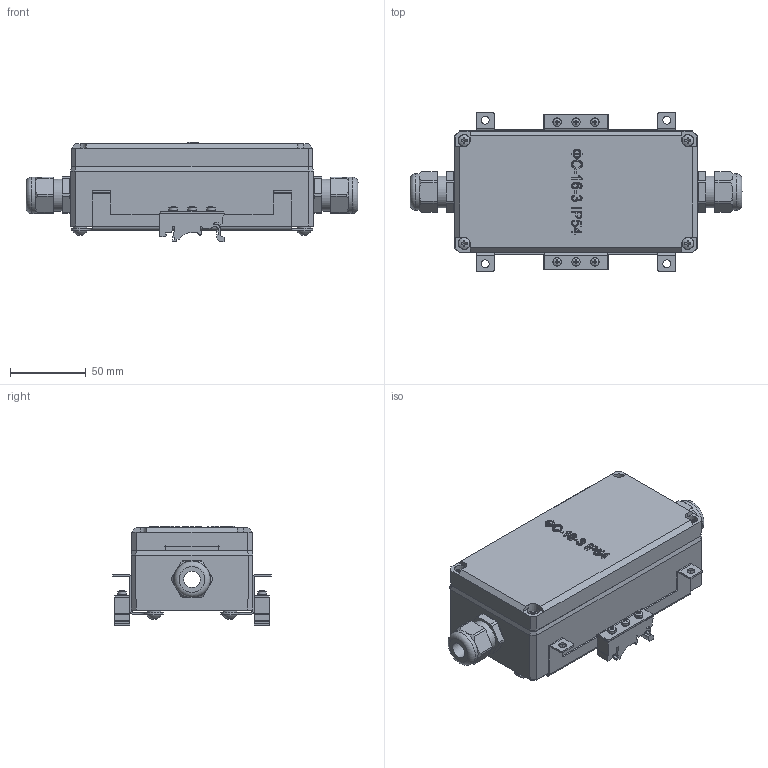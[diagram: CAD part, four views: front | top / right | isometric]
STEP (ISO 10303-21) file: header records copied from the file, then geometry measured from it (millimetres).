
FILE_DESCRIPTION(('STEP AP214'), '1');
FILE_NAME('婧-16-3 IP54', '', ('UNSPECIFIED'), ('UNSPECIFIED'), 'ASCON STEP Converter 1.3', 'ASCON Math Kernel', '');
FILE_SCHEMA(('AUTOMOTIVE_DESIGN { 1 0 10303 214 3 1 1}'));
Length unit declared in the file: millimetre
Products named in the file (19): 玹襖.991002.078; DPCP081606G_ASM; 玹襖.752000.316; 玹襖.745001.870; USA_10-select
Assembly tree (39 placements, depth 3):
  玹襖.991002.078
    DPCP081606G_ASM
      玹襖.752000.316
      (unnamed)
    玹襖.745001.870  x2
    USA_10-select  x2
      USA_10-select
    (unnamed)  x8
    (unnamed)  x8
    (unnamed)  x2
    (unnamed)  x2
      (unnamed)
      (unnamed)
      (unnamed)
    (unnamed)  x4
    (unnamed)
    (unnamed)
    (unnamed)
    (unnamed)
Bounding box: 219.51 x 105 x 66 mm (x, y, z)
Volume: 203230.3 mm3; surface area: 160044.2 mm2
Topology: 49 solids, 49 shells, 2240 faces, 5805 edges, 3699 vertices
Faces by surface type: plane 1022, cylinder 724, bspline 240, cone 146, torus 84, sphere 24
Full cylindrical faces by diameter (mm): 2.55 x10, 2.75 x6, 3 x8, 3.1 x8, 3.2 x2, 3.5 x10, 3.8 x4, 4 x4, 4.5 x8, 5 x4, 5.2 x8, 5.6 x8, 7 x2, 8 x4, 10 x4, 11 x2, 14.5 x2, 18 x6, 19 x2, 21 x2, 24 x4
Entity records: 75508 total; most frequent: CARTESIAN_POINT 19702, ORIENTED_EDGE 8506, DIRECTION 8447, EDGE_CURVE 4253, AXIS2_PLACEMENT_3D 3086, VERTEX_POINT 2790, LINE 2275, VECTOR 2275
